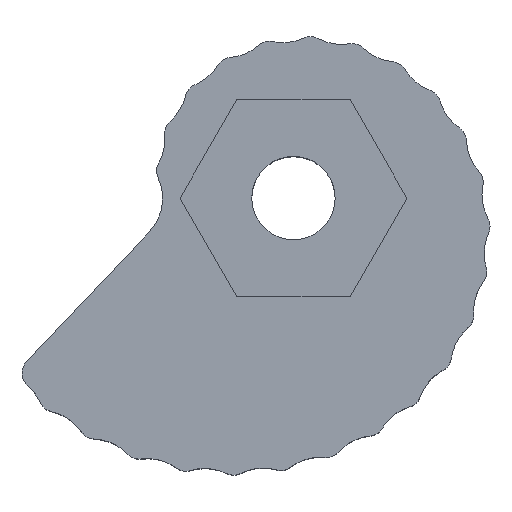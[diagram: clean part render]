
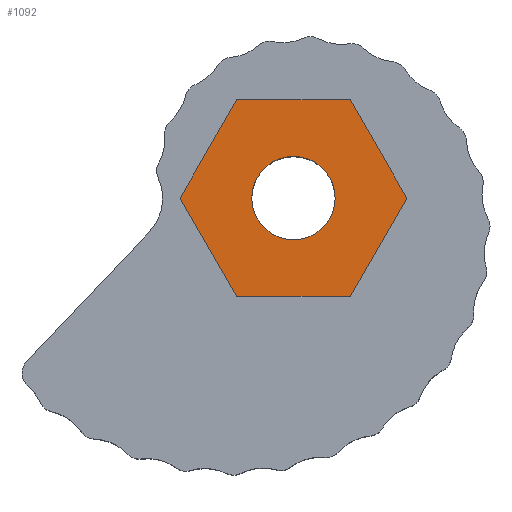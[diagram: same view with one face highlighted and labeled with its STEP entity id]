
A CAD part, top view. The second image highlights one B-rep face of the part: STEP entity #1092.
In plain terms, the highlighted planar face has unit normal (0, 0, 1).
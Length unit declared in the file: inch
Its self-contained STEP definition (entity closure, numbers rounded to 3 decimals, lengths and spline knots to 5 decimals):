
#15=PLANE('',#1187);
#26=FACE_BOUND('',#99,.T.);
#36=FACE_OUTER_BOUND('',#98,.T.);
#98=EDGE_LOOP('',(#714,#715,#716,#717,#718,#719));
#99=EDGE_LOOP('',(#720));
#167=LINE('',#1791,#238);
#168=LINE('',#1793,#239);
#169=LINE('',#1795,#240);
#170=LINE('',#1797,#241);
#171=LINE('',#1799,#242);
#172=LINE('',#1800,#243);
#238=VECTOR('',#1387,39.37008);
#239=VECTOR('',#1388,39.37008);
#240=VECTOR('',#1389,39.37008);
#241=VECTOR('',#1390,39.37008);
#242=VECTOR('',#1391,39.37008);
#243=VECTOR('',#1392,39.37008);
#303=CIRCLE('',#1176,0.0795);
#411=VERTEX_POINT('',#1757);
#425=VERTEX_POINT('',#1789);
#426=VERTEX_POINT('',#1790);
#427=VERTEX_POINT('',#1792);
#428=VERTEX_POINT('',#1794);
#429=VERTEX_POINT('',#1796);
#430=VERTEX_POINT('',#1798);
#527=EDGE_CURVE('',#411,#411,#303,.T.);
#541=EDGE_CURVE('',#425,#426,#167,.T.);
#542=EDGE_CURVE('',#426,#427,#168,.T.);
#543=EDGE_CURVE('',#427,#428,#169,.T.);
#544=EDGE_CURVE('',#428,#429,#170,.T.);
#545=EDGE_CURVE('',#429,#430,#171,.T.);
#546=EDGE_CURVE('',#430,#425,#172,.T.);
#714=ORIENTED_EDGE('',*,*,#541,.T.);
#715=ORIENTED_EDGE('',*,*,#542,.T.);
#716=ORIENTED_EDGE('',*,*,#543,.T.);
#717=ORIENTED_EDGE('',*,*,#544,.T.);
#718=ORIENTED_EDGE('',*,*,#545,.T.);
#719=ORIENTED_EDGE('',*,*,#546,.T.);
#720=ORIENTED_EDGE('',*,*,#527,.F.);
#1092=ADVANCED_FACE('',(#36,#26),#15,.F.);
#1176=AXIS2_PLACEMENT_3D('',#1758,#1357,#1358);
#1187=AXIS2_PLACEMENT_3D('',#1788,#1385,#1386);
#1357=DIRECTION('center_axis',(0.,0.,1.));
#1358=DIRECTION('ref_axis',(1.,0.,0.));
#1385=DIRECTION('center_axis',(0.,0.,-1.));
#1386=DIRECTION('ref_axis',(-1.,0.,0.));
#1387=DIRECTION('',(0.5,0.866,0.));
#1388=DIRECTION('',(-0.5,0.866,0.));
#1389=DIRECTION('',(-1.,0.,0.));
#1390=DIRECTION('',(-0.5,-0.866,0.));
#1391=DIRECTION('',(0.5,-0.866,0.));
#1392=DIRECTION('',(1.,0.,0.));
#1757=CARTESIAN_POINT('',(0.12124,0.07664,0.21875));
#1758=CARTESIAN_POINT('Origin',(0.04174,0.07664,0.21875));
#1788=CARTESIAN_POINT('Origin',(-0.23719,-0.51404,0.21875));
#1789=CARTESIAN_POINT('',(0.15,-0.11086,0.21875));
#1790=CARTESIAN_POINT('',(0.25825,0.07664,0.21875));
#1791=CARTESIAN_POINT('',(0.15,-0.11086,0.21875));
#1792=CARTESIAN_POINT('',(0.15,0.26414,0.21875));
#1793=CARTESIAN_POINT('',(0.25825,0.07664,0.21875));
#1794=CARTESIAN_POINT('',(-0.06651,0.26414,0.21875));
#1795=CARTESIAN_POINT('',(0.15,0.26414,0.21875));
#1796=CARTESIAN_POINT('',(-0.17476,0.07664,0.21875));
#1797=CARTESIAN_POINT('',(-0.06651,0.26414,0.21875));
#1798=CARTESIAN_POINT('',(-0.06651,-0.11086,0.21875));
#1799=CARTESIAN_POINT('',(-0.17476,0.07664,0.21875));
#1800=CARTESIAN_POINT('',(-0.06651,-0.11086,0.21875));
